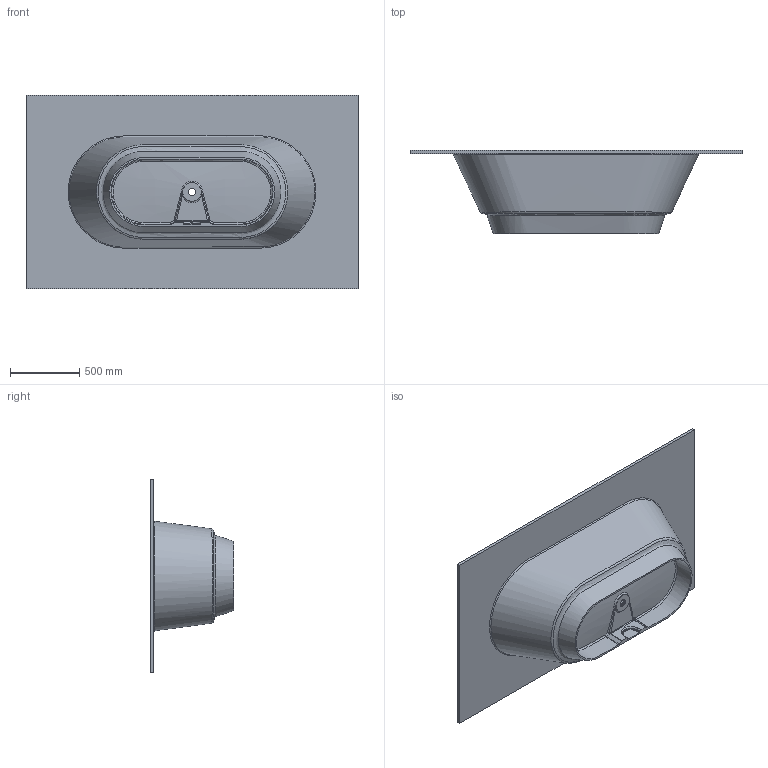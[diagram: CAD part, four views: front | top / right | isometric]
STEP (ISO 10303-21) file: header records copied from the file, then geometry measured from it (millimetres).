
FILE_DESCRIPTION (( 'STEP AP214' ), '1' );
FILE_NAME ('Layla.STEP', '2022-10-26T08:08:46', ( 'User Windows' ), ( '' ), 'SwSTEP 2.0', 'SolidWorks 2020', '' );
FILE_SCHEMA (( 'AUTOMOTIVE_DESIGN' ));
Length unit declared in the file: millimetre
Products named in the file (1): Layla
Bounding box: 2400 x 600 x 1400 mm (x, y, z)
Volume: 119551664 mm3; surface area: 10324926.4 mm2
Topology: 1 solids, 1 shells, 110 faces, 279 edges, 175 vertices
Faces by surface type: bspline 56, plane 28, cylinder 17, sphere 4, torus 3, cone 2
Full cylindrical faces by diameter (mm): 55 x1
Entity records: 20844 total; most frequent: CARTESIAN_POINT 18684, ORIENTED_EDGE 528, DIRECTION 297, EDGE_CURVE 264, VERTEX_POINT 169, B_SPLINE_CURVE_WITH_KNOTS 127, EDGE_LOOP 127, FACE_OUTER_BOUND 118
